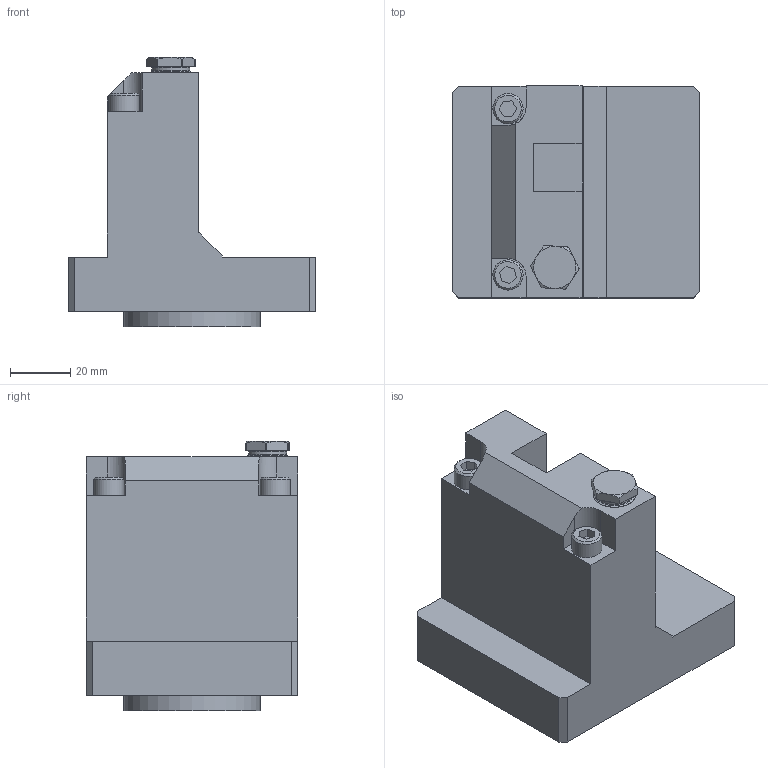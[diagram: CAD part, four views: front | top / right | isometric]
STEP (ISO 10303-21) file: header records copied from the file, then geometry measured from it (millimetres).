
FILE_DESCRIPTION(/* description */ (''),/* implementation_level */ '2;1');
FILE_NAME(/* name */ 'W7040038_stp.stp',/* time_stamp */ '2012-01-12T07:33:20+01:00',/* author */ (''),/* organization */ (''),/* preprocessor_version */ 'ST-DEVELOPER v11',/* originating_system */ 'UGS - NX 5.0',/* authorisation */ '');
FILE_SCHEMA (('AUTOMOTIVE_DESIGN { 1 0 10303 214 1 1 1 1 }'));
Length unit declared in the file: millimetre
Products named in the file (1): reic8721o8u2
Bounding box: 82 x 70 x 89.08 mm (x, y, z)
Volume: 224454 mm3; surface area: 31694.3 mm2
Topology: 1 solids, 1 shells, 79 faces, 198 edges, 128 vertices
Faces by surface type: plane 55, cylinder 13, cone 9, torus 2
Full cylindrical faces by diameter (mm): 10 x2, 12.6 x1, 14 x1, 45 x1
Entity records: 2302 total; most frequent: CARTESIAN_POINT 428, ORIENTED_EDGE 372, DIRECTION 372, EDGE_CURVE 186, LINE 136, VECTOR 136, VERTEX_POINT 126, AXIS2_PLACEMENT_3D 118
